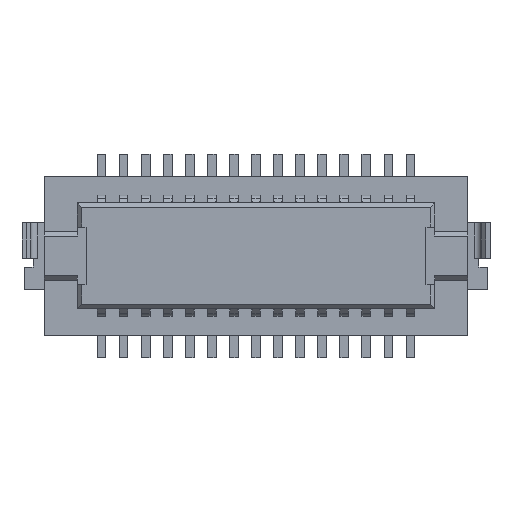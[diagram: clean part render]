
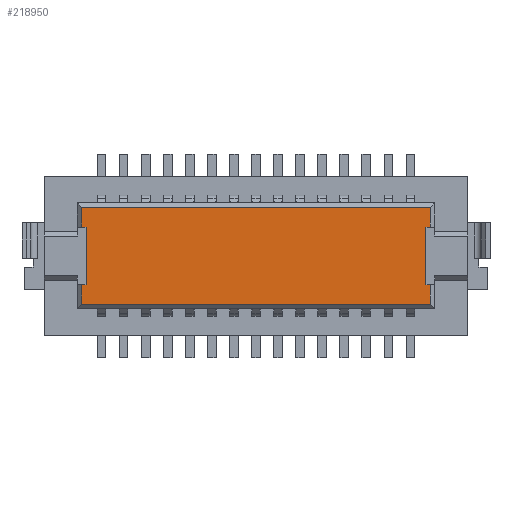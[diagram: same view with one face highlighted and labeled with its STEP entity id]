
A CAD part, top view. The second image highlights one B-rep face of the part: STEP entity #218950.
In plain terms, the highlighted planar face has unit normal (0, 0, 1).
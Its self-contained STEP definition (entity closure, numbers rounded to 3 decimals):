
#6710=CARTESIAN_POINT('',(-1.35,2.15,2.2));
#6720=VERTEX_POINT('',#6710);
#6750=CARTESIAN_POINT('',(1.5,2.15,2.2));
#6760=DIRECTION('',(1.,0.,0.));
#6770=VECTOR('',#6760,1.);
#6780=LINE('',#6750,#6770);
#6790=CARTESIAN_POINT('',(-1.25,2.15,2.2));
#6800=VERTEX_POINT('',#6790);
#6810=EDGE_CURVE('',#6720,#6800,#6780,.T.);
#9660=CARTESIAN_POINT('',(-1.35,0.4,2.2));
#9670=VERTEX_POINT('',#9660);
#9820=CARTESIAN_POINT('',(-1.35,0.85,2.2));
#9830=VERTEX_POINT('',#9820);
#9860=CARTESIAN_POINT('',(-1.35,0.625,2.2));
#9870=DIRECTION('',(0.,-1.,0.));
#9880=VECTOR('',#9870,1.);
#9890=LINE('',#9860,#9880);
#9900=EDGE_CURVE('',#9830,#9670,#9890,.T.);
#10940=CARTESIAN_POINT('',(-1.25,0.,2.2));
#10950=DIRECTION('',(0.,-1.,0.));
#10960=VECTOR('',#10950,1.);
#10970=LINE('',#10940,#10960);
#10980=CARTESIAN_POINT('',(-1.25,0.85,2.2));
#10990=VERTEX_POINT('',#10980);
#11000=EDGE_CURVE('',#6800,#10990,#10970,.T.);
#18930=CARTESIAN_POINT('',(1.5,0.85,2.2));
#18940=DIRECTION('',(-1.,0.,0.));
#18950=VECTOR('',#18940,1.);
#18960=LINE('',#18930,#18950);
#18970=EDGE_CURVE('',#10990,#9830,#18960,.T.);
#25780=CARTESIAN_POINT('',(-1.35,2.6,2.2));
#25790=VERTEX_POINT('',#25780);
#25820=CARTESIAN_POINT('',(-1.35,2.375,2.2));
#25830=DIRECTION('',(0.,-1.,0.));
#25840=VECTOR('',#25830,1.);
#25850=LINE('',#25820,#25840);
#25860=EDGE_CURVE('',#25790,#6720,#25850,.T.);
#218230=CARTESIAN_POINT('',(6.55,2.6,2.2));
#218240=VERTEX_POINT('',#218230);
#218270=CARTESIAN_POINT('',(4.,2.6,2.2));
#218280=DIRECTION('',(1.,0.,0.));
#218290=VECTOR('',#218280,1.);
#218300=LINE('',#218270,#218290);
#218310=EDGE_CURVE('',#25790,#218240,#218300,.T.);
#218360=CARTESIAN_POINT('',(4.,0.,2.2));
#218370=DIRECTION('',(0.,0.,1.));
#218380=DIRECTION('',(1.,0.,0.));
#218390=AXIS2_PLACEMENT_3D('',#218360,#218370,#218380);
#218400=PLANE('',#218390);
#218410=ORIENTED_EDGE('',*,*,#9900,.T.);
#218420=ORIENTED_EDGE('',*,*,#18970,.T.);
#218430=ORIENTED_EDGE('',*,*,#11000,.T.);
#218440=ORIENTED_EDGE('',*,*,#6810,.T.);
#218450=ORIENTED_EDGE('',*,*,#25860,.T.);
#218460=ORIENTED_EDGE('',*,*,#218310,.F.);
#218470=CARTESIAN_POINT('',(6.55,2.375,2.2));
#218480=DIRECTION('',(0.,1.,0.));
#218490=VECTOR('',#218480,1.);
#218500=LINE('',#218470,#218490);
#218510=CARTESIAN_POINT('',(6.55,2.15,2.2));
#218520=VERTEX_POINT('',#218510);
#218530=EDGE_CURVE('',#218520,#218240,#218500,.T.);
#218540=ORIENTED_EDGE('',*,*,#218530,.T.);
#218550=CARTESIAN_POINT('',(4.,2.15,2.2));
#218560=DIRECTION('',(1.,0.,0.));
#218570=VECTOR('',#218560,1.);
#218580=LINE('',#218550,#218570);
#218590=CARTESIAN_POINT('',(6.45,2.15,2.2));
#218600=VERTEX_POINT('',#218590);
#218610=EDGE_CURVE('',#218600,#218520,#218580,.T.);
#218620=ORIENTED_EDGE('',*,*,#218610,.T.);
#218630=CARTESIAN_POINT('',(6.45,0.,2.2));
#218640=DIRECTION('',(0.,1.,0.));
#218650=VECTOR('',#218640,1.);
#218660=LINE('',#218630,#218650);
#218670=CARTESIAN_POINT('',(6.45,0.85,2.2));
#218680=VERTEX_POINT('',#218670);
#218690=EDGE_CURVE('',#218680,#218600,#218660,.T.);
#218700=ORIENTED_EDGE('',*,*,#218690,.T.);
#218710=CARTESIAN_POINT('',(4.,0.85,2.2));
#218720=DIRECTION('',(-1.,0.,0.));
#218730=VECTOR('',#218720,1.);
#218740=LINE('',#218710,#218730);
#218750=CARTESIAN_POINT('',(6.55,0.85,2.2));
#218760=VERTEX_POINT('',#218750);
#218770=EDGE_CURVE('',#218760,#218680,#218740,.T.);
#218780=ORIENTED_EDGE('',*,*,#218770,.T.);
#218790=CARTESIAN_POINT('',(6.55,0.625,2.2));
#218800=DIRECTION('',(0.,1.,0.));
#218810=VECTOR('',#218800,1.);
#218820=LINE('',#218790,#218810);
#218830=CARTESIAN_POINT('',(6.55,0.4,2.2));
#218840=VERTEX_POINT('',#218830);
#218850=EDGE_CURVE('',#218840,#218760,#218820,.T.);
#218860=ORIENTED_EDGE('',*,*,#218850,.T.);
#218870=CARTESIAN_POINT('',(2.5,0.4,2.2));
#218880=DIRECTION('',(1.,0.,0.));
#218890=VECTOR('',#218880,1.);
#218900=LINE('',#218870,#218890);
#218910=EDGE_CURVE('',#9670,#218840,#218900,.T.);
#218920=ORIENTED_EDGE('',*,*,#218910,.T.);
#218930=EDGE_LOOP('',(#218920,#218860,#218780,#218700,#218620,#218540,
#218460,#218450,#218440,#218430,#218420,#218410));
#218940=FACE_OUTER_BOUND('',#218930,.T.);
#218950=ADVANCED_FACE('',(#218940),#218400,.T.);
